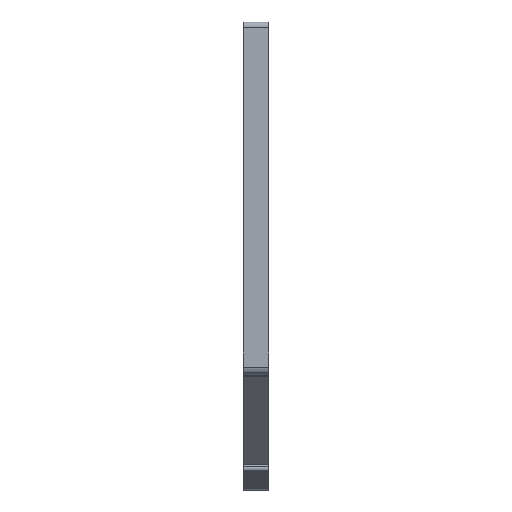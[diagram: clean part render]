
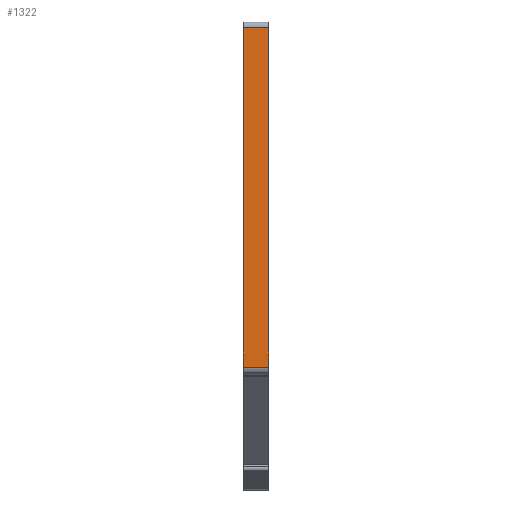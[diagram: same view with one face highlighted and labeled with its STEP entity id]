
A CAD part, top view. The second image highlights one B-rep face of the part: STEP entity #1322.
In plain terms, the highlighted planar face has unit normal (0, 0, 1).
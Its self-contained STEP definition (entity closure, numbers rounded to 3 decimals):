
#1302=AXIS2_PLACEMENT_3D('Plane Axis2P3D',#1299,#1300,#1301) ;
#229=CARTESIAN_POINT('Vertex',(2.5,44.9,36.7)) ;
#232=CARTESIAN_POINT('Line Origine',(2.5,28.391,36.7)) ;
#236=CARTESIAN_POINT('Vertex',(2.5,11.883,36.7)) ;
#1273=CARTESIAN_POINT('Line Origine',(1.25,11.883,36.7)) ;
#1277=CARTESIAN_POINT('Vertex',(0.,11.883,36.7)) ;
#1299=CARTESIAN_POINT('Axis2P3D Location',(0.,44.9,36.7)) ;
#1304=CARTESIAN_POINT('Line Origine',(1.25,44.9,36.7)) ;
#1308=CARTESIAN_POINT('Vertex',(0.,44.9,36.7)) ;
#1311=CARTESIAN_POINT('Line Origine',(0.,28.391,36.7)) ;
#233=DIRECTION('Vector Direction',(0.,-1.,0.)) ;
#1274=DIRECTION('Vector Direction',(1.,0.,0.)) ;
#1300=DIRECTION('Axis2P3D Direction',(0.,0.,1.)) ;
#1301=DIRECTION('Axis2P3D XDirection',(0.,-1.,0.)) ;
#1305=DIRECTION('Vector Direction',(1.,0.,0.)) ;
#1312=DIRECTION('Vector Direction',(0.,-1.,0.)) ;
#234=VECTOR('Line Direction',#233,1.) ;
#1275=VECTOR('Line Direction',#1274,1.) ;
#1306=VECTOR('Line Direction',#1305,1.) ;
#1313=VECTOR('Line Direction',#1312,1.) ;
#1317=ORIENTED_EDGE('',*,*,#1310,.F.) ;
#1318=ORIENTED_EDGE('',*,*,#1315,.T.) ;
#1319=ORIENTED_EDGE('',*,*,#1279,.T.) ;
#1320=ORIENTED_EDGE('',*,*,#238,.F.) ;
#1322=ADVANCED_FACE('Hauptk\X2\00F6\X0\rper',(#1321),#1303,.T.) ;
#238=EDGE_CURVE('',#230,#237,#235,.T.) ;
#1279=EDGE_CURVE('',#1278,#237,#1276,.T.) ;
#1310=EDGE_CURVE('',#1309,#230,#1307,.T.) ;
#1315=EDGE_CURVE('',#1309,#1278,#1314,.T.) ;
#1316=EDGE_LOOP('',(#1317,#1318,#1319,#1320)) ;
#1321=FACE_OUTER_BOUND('',#1316,.T.) ;
#235=LINE('Line',#232,#234) ;
#1276=LINE('Line',#1273,#1275) ;
#1307=LINE('Line',#1304,#1306) ;
#1314=LINE('Line',#1311,#1313) ;
#1303=PLANE('',#1302) ;
#230=VERTEX_POINT('',#229) ;
#237=VERTEX_POINT('',#236) ;
#1278=VERTEX_POINT('',#1277) ;
#1309=VERTEX_POINT('',#1308) ;
